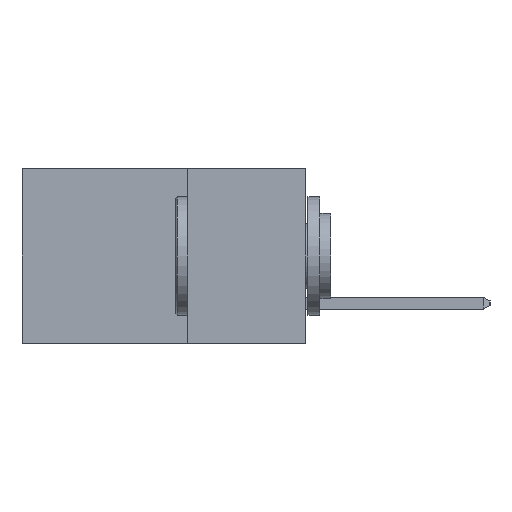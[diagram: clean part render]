
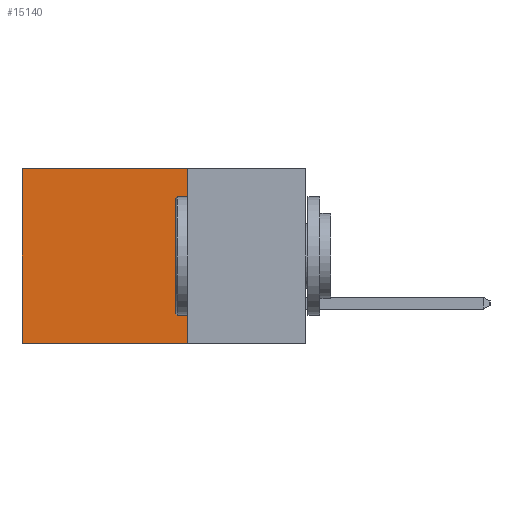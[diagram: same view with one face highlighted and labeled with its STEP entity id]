
A CAD part, left-side view. The second image highlights one B-rep face of the part: STEP entity #15140.
In plain terms, the highlighted planar face has unit normal (-1, 0, 0).
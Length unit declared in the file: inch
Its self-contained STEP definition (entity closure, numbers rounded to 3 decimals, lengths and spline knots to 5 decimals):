
#315 = CARTESIAN_POINT ( 'NONE',  ( 0.298, 0.25, 0. ) ) ;
#1661 = DIRECTION ( 'NONE',  ( 0., 0., -1. ) ) ;
#1729 = CARTESIAN_POINT ( 'NONE',  ( 0.298, 0.25, 0. ) ) ;
#1943 = CARTESIAN_POINT ( 'NONE',  ( 0.298, 0.6, 0. ) ) ;
#2076 = ORIENTED_EDGE ( 'NONE', *, *, #2922, .F. ) ;
#2475 = DIRECTION ( 'NONE',  ( 0., 1., 0. ) ) ;
#2617 = VERTEX_POINT ( 'NONE', #1943 ) ;
#2922 = EDGE_CURVE ( 'NONE', #18882, #15115, #18110, .T. ) ;
#3611 = ORIENTED_EDGE ( 'NONE', *, *, #10867, .T. ) ;
#3879 = FACE_OUTER_BOUND ( 'NONE', #15511, .T. ) ;
#4658 = CARTESIAN_POINT ( 'NONE',  ( 0.298, 0.25, -0.37 ) ) ;
#5533 = PLANE ( 'NONE',  #7247 ) ;
#7010 = DIRECTION ( 'NONE',  ( 0., 0., -1. ) ) ;
#7247 = AXIS2_PLACEMENT_3D ( 'NONE', #13060, #16117, #7010 ) ;
#8328 = ORIENTED_EDGE ( 'NONE', *, *, #8755, .F. ) ;
#8499 = VECTOR ( 'NONE', #15224, 39.37008 ) ;
#8755 = EDGE_CURVE ( 'NONE', #15115, #18961, #12553, .T. ) ;
#8876 = VECTOR ( 'NONE', #16191, 39.37008 ) ;
#9722 = CARTESIAN_POINT ( 'NONE',  ( 0.298, 0.6, -0.37 ) ) ;
#10157 = EDGE_CURVE ( 'NONE', #18882, #2617, #11067, .T. ) ;
#10867 = EDGE_CURVE ( 'NONE', #2617, #18961, #12932, .T. ) ;
#11067 = LINE ( 'NONE', #13034, #18200 ) ;
#11603 = CARTESIAN_POINT ( 'NONE',  ( 0.298, 0.6, 0. ) ) ;
#12553 = LINE ( 'NONE', #4658, #8499 ) ;
#12932 = LINE ( 'NONE', #11603, #8876 ) ;
#13034 = CARTESIAN_POINT ( 'NONE',  ( 0.298, 0.25, 0. ) ) ;
#13060 = CARTESIAN_POINT ( 'NONE',  ( 0.298, 0.25, 0. ) ) ;
#14528 = VECTOR ( 'NONE', #1661, 39.37008 ) ;
#15115 = VERTEX_POINT ( 'NONE', #16048 ) ;
#15140 = ADVANCED_FACE ( 'NONE', ( #3879 ), #5533, .F. ) ;
#15224 = DIRECTION ( 'NONE',  ( 0., 1., 0. ) ) ;
#15262 = ORIENTED_EDGE ( 'NONE', *, *, #10157, .T. ) ;
#15511 = EDGE_LOOP ( 'NONE', ( #3611, #8328, #2076, #15262 ) ) ;
#16048 = CARTESIAN_POINT ( 'NONE',  ( 0.298, 0.25, -0.37 ) ) ;
#16117 = DIRECTION ( 'NONE',  ( 1., 0., 0. ) ) ;
#16191 = DIRECTION ( 'NONE',  ( 0., 0., -1. ) ) ;
#18110 = LINE ( 'NONE', #315, #14528 ) ;
#18200 = VECTOR ( 'NONE', #2475, 39.37008 ) ;
#18882 = VERTEX_POINT ( 'NONE', #1729 ) ;
#18961 = VERTEX_POINT ( 'NONE', #9722 ) ;
